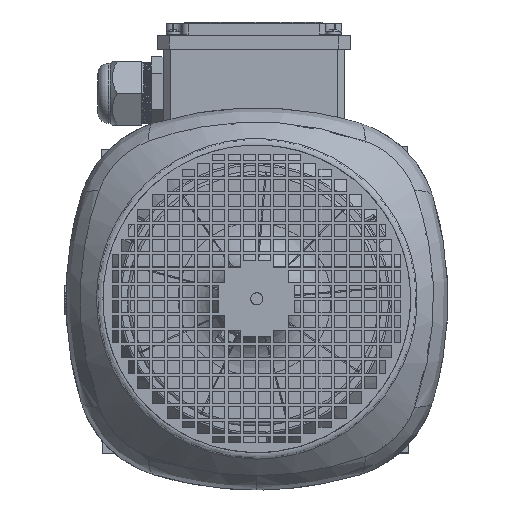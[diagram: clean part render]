
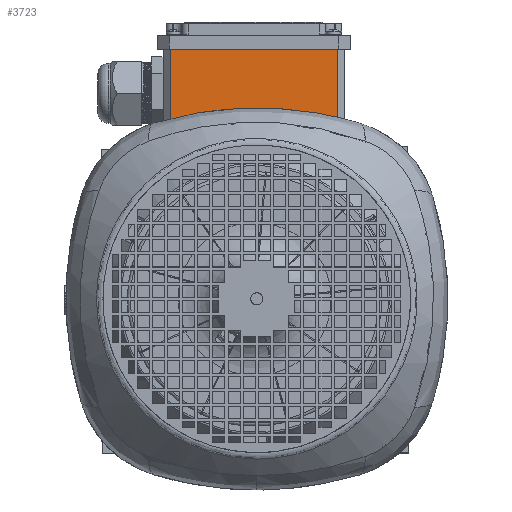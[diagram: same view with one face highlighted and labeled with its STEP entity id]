
A CAD part, top view. The second image highlights one B-rep face of the part: STEP entity #3723.
In plain terms, the highlighted planar face has unit normal (0, 0, 1).
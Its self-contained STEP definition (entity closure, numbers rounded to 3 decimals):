
#3723=ADVANCED_FACE('',(#10436),#7882,.T.);
#7882=PLANE('',#72940);
#10436=FACE_OUTER_BOUND('',#14322,.T.);
#14322=EDGE_LOOP('',(#19797,#19798,#19799,#19800,#19801,#19802,#19803,#19804,
#19805,#19806,#19807,#19808,#19809,#19810,#19811,#19812,#19813,#19814));
#19797=ORIENTED_EDGE('',*,*,#50350,.F.);
#19798=ORIENTED_EDGE('',*,*,#50613,.F.);
#19799=ORIENTED_EDGE('',*,*,#50639,.T.);
#19800=ORIENTED_EDGE('',*,*,#50640,.T.);
#19801=ORIENTED_EDGE('',*,*,#50641,.T.);
#19802=ORIENTED_EDGE('',*,*,#50642,.T.);
#19803=ORIENTED_EDGE('',*,*,#50643,.T.);
#19804=ORIENTED_EDGE('',*,*,#50644,.T.);
#19805=ORIENTED_EDGE('',*,*,#50645,.T.);
#19806=ORIENTED_EDGE('',*,*,#50646,.T.);
#19807=ORIENTED_EDGE('',*,*,#50647,.T.);
#19808=ORIENTED_EDGE('',*,*,#50648,.T.);
#19809=ORIENTED_EDGE('',*,*,#50649,.T.);
#19810=ORIENTED_EDGE('',*,*,#50650,.T.);
#19811=ORIENTED_EDGE('',*,*,#50651,.T.);
#19812=ORIENTED_EDGE('',*,*,#50652,.T.);
#19813=ORIENTED_EDGE('',*,*,#50653,.T.);
#19814=ORIENTED_EDGE('',*,*,#50638,.F.);
#42672=VERTEX_POINT('',#83783);
#42673=VERTEX_POINT('',#83788);
#42929=VERTEX_POINT('',#85198);
#42940=VERTEX_POINT('',#85298);
#42945=VERTEX_POINT('',#85333);
#42946=VERTEX_POINT('',#85338);
#42947=VERTEX_POINT('',#85343);
#42948=VERTEX_POINT('',#85348);
#42949=VERTEX_POINT('',#85353);
#42950=VERTEX_POINT('',#85358);
#42951=VERTEX_POINT('',#85363);
#42952=VERTEX_POINT('',#85368);
#42953=VERTEX_POINT('',#85373);
#42954=VERTEX_POINT('',#85378);
#42955=VERTEX_POINT('',#85383);
#42956=VERTEX_POINT('',#85388);
#42957=VERTEX_POINT('',#85393);
#42958=VERTEX_POINT('',#85398);
#50350=EDGE_CURVE('',#42672,#42673,#61955,.T.);
#50613=EDGE_CURVE('',#42929,#42672,#62218,.T.);
#50638=EDGE_CURVE('',#42673,#42940,#62243,.T.);
#50639=EDGE_CURVE('',#42929,#42945,#62244,.T.);
#50640=EDGE_CURVE('',#42945,#42946,#62245,.T.);
#50641=EDGE_CURVE('',#42946,#42947,#62246,.T.);
#50642=EDGE_CURVE('',#42947,#42948,#62247,.T.);
#50643=EDGE_CURVE('',#42948,#42949,#62248,.T.);
#50644=EDGE_CURVE('',#42949,#42950,#62249,.T.);
#50645=EDGE_CURVE('',#42950,#42951,#62250,.T.);
#50646=EDGE_CURVE('',#42951,#42952,#62251,.T.);
#50647=EDGE_CURVE('',#42952,#42953,#62252,.T.);
#50648=EDGE_CURVE('',#42953,#42954,#62253,.T.);
#50649=EDGE_CURVE('',#42954,#42955,#62254,.T.);
#50650=EDGE_CURVE('',#42955,#42956,#62255,.T.);
#50651=EDGE_CURVE('',#42956,#42957,#62256,.T.);
#50652=EDGE_CURVE('',#42957,#42958,#62257,.T.);
#50653=EDGE_CURVE('',#42958,#42940,#62258,.T.);
#61955=B_SPLINE_CURVE_WITH_KNOTS('',3,(#83784,#83785,#83786,#83787),.UNSPECIFIED.,
 .F.,.F.,(4,4),(0.,1.),.UNSPECIFIED.);
#62218=B_SPLINE_CURVE_WITH_KNOTS('',3,(#85199,#85200,#85201,#85202),.UNSPECIFIED.,
 .F.,.F.,(4,4),(0.,1.),.UNSPECIFIED.);
#62243=B_SPLINE_CURVE_WITH_KNOTS('',3,(#85324,#85325,#85326,#85327),.UNSPECIFIED.,
 .F.,.F.,(4,4),(0.,1.),.UNSPECIFIED.);
#62244=B_SPLINE_CURVE_WITH_KNOTS('',3,(#85329,#85330,#85331,#85332),.UNSPECIFIED.,
 .F.,.F.,(4,4),(0.,1.),.UNSPECIFIED.);
#62245=B_SPLINE_CURVE_WITH_KNOTS('',3,(#85334,#85335,#85336,#85337),.UNSPECIFIED.,
 .F.,.F.,(4,4),(0.,1.),.UNSPECIFIED.);
#62246=B_SPLINE_CURVE_WITH_KNOTS('',3,(#85339,#85340,#85341,#85342),.UNSPECIFIED.,
 .F.,.F.,(4,4),(0.,1.),.UNSPECIFIED.);
#62247=B_SPLINE_CURVE_WITH_KNOTS('',3,(#85344,#85345,#85346,#85347),.UNSPECIFIED.,
 .F.,.F.,(4,4),(0.,1.),.UNSPECIFIED.);
#62248=B_SPLINE_CURVE_WITH_KNOTS('',3,(#85349,#85350,#85351,#85352),.UNSPECIFIED.,
 .F.,.F.,(4,4),(0.,1.),.UNSPECIFIED.);
#62249=B_SPLINE_CURVE_WITH_KNOTS('',3,(#85354,#85355,#85356,#85357),.UNSPECIFIED.,
 .F.,.F.,(4,4),(0.,1.),.UNSPECIFIED.);
#62250=B_SPLINE_CURVE_WITH_KNOTS('',3,(#85359,#85360,#85361,#85362),.UNSPECIFIED.,
 .F.,.F.,(4,4),(0.,1.),.UNSPECIFIED.);
#62251=B_SPLINE_CURVE_WITH_KNOTS('',3,(#85364,#85365,#85366,#85367),.UNSPECIFIED.,
 .F.,.F.,(4,4),(0.,1.),.UNSPECIFIED.);
#62252=B_SPLINE_CURVE_WITH_KNOTS('',3,(#85369,#85370,#85371,#85372),.UNSPECIFIED.,
 .F.,.F.,(4,4),(0.,1.),.UNSPECIFIED.);
#62253=B_SPLINE_CURVE_WITH_KNOTS('',3,(#85374,#85375,#85376,#85377),.UNSPECIFIED.,
 .F.,.F.,(4,4),(0.,1.),.UNSPECIFIED.);
#62254=B_SPLINE_CURVE_WITH_KNOTS('',3,(#85379,#85380,#85381,#85382),.UNSPECIFIED.,
 .F.,.F.,(4,4),(0.,1.),.UNSPECIFIED.);
#62255=B_SPLINE_CURVE_WITH_KNOTS('',3,(#85384,#85385,#85386,#85387),.UNSPECIFIED.,
 .F.,.F.,(4,4),(0.,1.),.UNSPECIFIED.);
#62256=B_SPLINE_CURVE_WITH_KNOTS('',3,(#85389,#85390,#85391,#85392),.UNSPECIFIED.,
 .F.,.F.,(4,4),(0.,1.),.UNSPECIFIED.);
#62257=B_SPLINE_CURVE_WITH_KNOTS('',3,(#85394,#85395,#85396,#85397),.UNSPECIFIED.,
 .F.,.F.,(4,4),(0.,1.),.UNSPECIFIED.);
#62258=B_SPLINE_CURVE_WITH_KNOTS('',3,(#85399,#85400,#85401,#85402),.UNSPECIFIED.,
 .F.,.F.,(4,4),(0.,1.),.UNSPECIFIED.);
#72940=AXIS2_PLACEMENT_3D('',#85403,#76533,#76534);
#76533=DIRECTION('',(0.,0.,1.));
#76534=DIRECTION('',(1.,0.,0.));
#83783=CARTESIAN_POINT('',(54.5,165.,245.4));
#83784=CARTESIAN_POINT('',(54.5,165.,245.4));
#83785=CARTESIAN_POINT('',(54.5,146.,245.4));
#83786=CARTESIAN_POINT('',(54.5,127.,245.4));
#83787=CARTESIAN_POINT('',(54.5,108.,245.4));
#83788=CARTESIAN_POINT('',(54.5,108.,245.4));
#85198=CARTESIAN_POINT('',(-55.5,165.,245.4));
#85199=CARTESIAN_POINT('',(-55.5,165.,245.4));
#85200=CARTESIAN_POINT('',(-18.833,165.,245.4));
#85201=CARTESIAN_POINT('',(17.833,165.,245.4));
#85202=CARTESIAN_POINT('',(54.5,165.,245.4));
#85298=CARTESIAN_POINT('',(41.587,108.,245.4));
#85324=CARTESIAN_POINT('',(54.5,108.,245.4));
#85325=CARTESIAN_POINT('',(50.196,108.,245.4));
#85326=CARTESIAN_POINT('',(45.892,108.,245.4));
#85327=CARTESIAN_POINT('',(41.587,108.,245.4));
#85329=CARTESIAN_POINT('',(-55.5,165.,245.4));
#85330=CARTESIAN_POINT('',(-55.5,146.,245.4));
#85331=CARTESIAN_POINT('',(-55.5,127.,245.4));
#85332=CARTESIAN_POINT('',(-55.5,108.,245.4));
#85333=CARTESIAN_POINT('',(-55.5,108.,245.4));
#85334=CARTESIAN_POINT('',(-55.5,108.,245.4));
#85335=CARTESIAN_POINT('',(-51.196,108.,245.4));
#85336=CARTESIAN_POINT('',(-46.892,108.,245.4));
#85337=CARTESIAN_POINT('',(-42.587,108.,245.4));
#85338=CARTESIAN_POINT('',(-42.587,108.,245.4));
#85339=CARTESIAN_POINT('',(-42.587,108.,245.4));
#85340=CARTESIAN_POINT('',(-41.865,108.,245.4));
#85341=CARTESIAN_POINT('',(-41.143,108.,245.4));
#85342=CARTESIAN_POINT('',(-40.421,108.,245.4));
#85343=CARTESIAN_POINT('',(-40.421,108.,245.4));
#85344=CARTESIAN_POINT('',(-40.421,108.,245.4));
#85345=CARTESIAN_POINT('',(-36.5,108.,245.4));
#85346=CARTESIAN_POINT('',(-32.579,108.,245.4));
#85347=CARTESIAN_POINT('',(-28.657,108.,245.4));
#85348=CARTESIAN_POINT('',(-28.657,108.,245.4));
#85349=CARTESIAN_POINT('',(-28.657,108.,245.4));
#85350=CARTESIAN_POINT('',(-27.886,108.,245.4));
#85351=CARTESIAN_POINT('',(-27.114,108.,245.4));
#85352=CARTESIAN_POINT('',(-26.343,108.,245.4));
#85353=CARTESIAN_POINT('',(-26.343,108.,245.4));
#85354=CARTESIAN_POINT('',(-26.343,108.,245.4));
#85355=CARTESIAN_POINT('',(-22.459,108.,245.4));
#85356=CARTESIAN_POINT('',(-18.576,108.,245.4));
#85357=CARTESIAN_POINT('',(-14.692,108.,245.4));
#85358=CARTESIAN_POINT('',(-14.692,108.,245.4));
#85359=CARTESIAN_POINT('',(-14.692,108.,245.4));
#85360=CARTESIAN_POINT('',(-13.897,108.,245.4));
#85361=CARTESIAN_POINT('',(-13.103,108.,245.4));
#85362=CARTESIAN_POINT('',(-12.308,108.,245.4));
#85363=CARTESIAN_POINT('',(-12.308,108.,245.4));
#85364=CARTESIAN_POINT('',(-12.308,108.,245.4));
#85365=CARTESIAN_POINT('',(-8.775,108.,245.4));
#85366=CARTESIAN_POINT('',(-5.242,108.,245.4));
#85367=CARTESIAN_POINT('',(-1.709,108.,245.4));
#85368=CARTESIAN_POINT('',(-1.709,108.,245.4));
#85369=CARTESIAN_POINT('',(-1.709,108.,245.4));
#85370=CARTESIAN_POINT('',(-0.903,108.,245.4));
#85371=CARTESIAN_POINT('',(-0.097,108.,245.4));
#85372=CARTESIAN_POINT('',(0.709,108.,245.4));
#85373=CARTESIAN_POINT('',(0.709,108.,245.4));
#85374=CARTESIAN_POINT('',(0.709,108.,245.4));
#85375=CARTESIAN_POINT('',(4.242,108.,245.4));
#85376=CARTESIAN_POINT('',(7.775,108.,245.4));
#85377=CARTESIAN_POINT('',(11.308,108.,245.4));
#85378=CARTESIAN_POINT('',(11.308,108.,245.4));
#85379=CARTESIAN_POINT('',(11.308,108.,245.4));
#85380=CARTESIAN_POINT('',(12.103,108.,245.4));
#85381=CARTESIAN_POINT('',(12.897,108.,245.4));
#85382=CARTESIAN_POINT('',(13.692,108.,245.4));
#85383=CARTESIAN_POINT('',(13.692,108.,245.4));
#85384=CARTESIAN_POINT('',(13.692,108.,245.4));
#85385=CARTESIAN_POINT('',(17.576,108.,245.4));
#85386=CARTESIAN_POINT('',(21.459,108.,245.4));
#85387=CARTESIAN_POINT('',(25.343,108.,245.4));
#85388=CARTESIAN_POINT('',(25.343,108.,245.4));
#85389=CARTESIAN_POINT('',(25.343,108.,245.4));
#85390=CARTESIAN_POINT('',(26.114,108.,245.4));
#85391=CARTESIAN_POINT('',(26.886,108.,245.4));
#85392=CARTESIAN_POINT('',(27.657,108.,245.4));
#85393=CARTESIAN_POINT('',(27.657,108.,245.4));
#85394=CARTESIAN_POINT('',(27.657,108.,245.4));
#85395=CARTESIAN_POINT('',(31.579,108.,245.4));
#85396=CARTESIAN_POINT('',(35.5,108.,245.4));
#85397=CARTESIAN_POINT('',(39.421,108.,245.4));
#85398=CARTESIAN_POINT('',(39.421,108.,245.4));
#85399=CARTESIAN_POINT('',(39.421,108.,245.4));
#85400=CARTESIAN_POINT('',(40.143,108.,245.4));
#85401=CARTESIAN_POINT('',(40.865,108.,245.4));
#85402=CARTESIAN_POINT('',(41.587,108.,245.4));
#85403=CARTESIAN_POINT('',(54.6,165.1,245.4));
